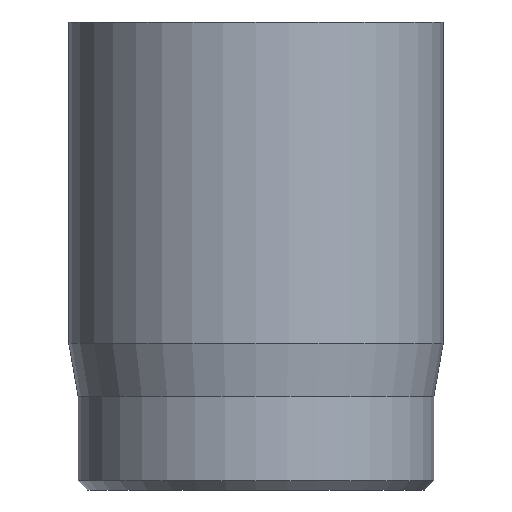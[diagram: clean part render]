
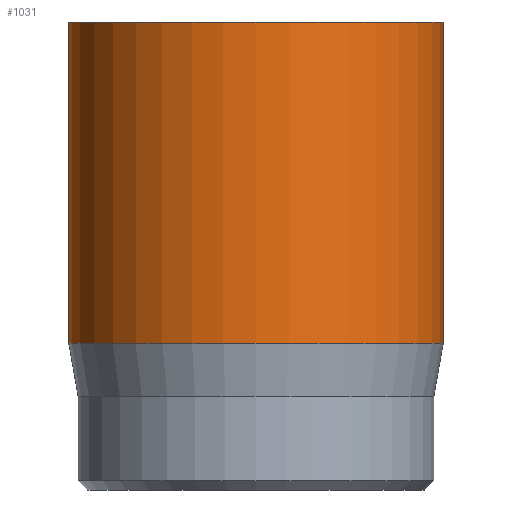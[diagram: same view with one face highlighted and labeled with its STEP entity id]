
A CAD part, front view. The second image highlights one B-rep face of the part: STEP entity #1031.
In plain terms, the highlighted cylindrical face has radius 2 mm (diameter 4 mm), a full revolution.
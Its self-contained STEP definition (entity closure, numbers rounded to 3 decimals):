
#86=CYLINDRICAL_SURFACE('',#1160,2.);
#127=FACE_OUTER_BOUND('',#190,.T.);
#190=EDGE_LOOP('',(#854,#855,#856,#857,#858));
#300=LINE('',#1700,#409);
#409=VECTOR('',#1390,2.);
#449=CIRCLE('',#1158,2.);
#450=CIRCLE('',#1159,2.);
#451=CIRCLE('',#1161,2.);
#528=VERTEX_POINT('',#1692);
#529=VERTEX_POINT('',#1693);
#530=VERTEX_POINT('',#1698);
#649=EDGE_CURVE('',#528,#529,#449,.T.);
#650=EDGE_CURVE('',#529,#528,#450,.T.);
#652=EDGE_CURVE('',#530,#530,#451,.T.);
#653=EDGE_CURVE('',#530,#528,#300,.T.);
#854=ORIENTED_EDGE('',*,*,#652,.T.);
#855=ORIENTED_EDGE('',*,*,#653,.T.);
#856=ORIENTED_EDGE('',*,*,#649,.T.);
#857=ORIENTED_EDGE('',*,*,#650,.T.);
#858=ORIENTED_EDGE('',*,*,#653,.F.);
#1031=ADVANCED_FACE('',(#127),#86,.T.);
#1158=AXIS2_PLACEMENT_3D('',#1694,#1381,#1382);
#1159=AXIS2_PLACEMENT_3D('',#1695,#1383,#1384);
#1160=AXIS2_PLACEMENT_3D('',#1697,#1386,#1387);
#1161=AXIS2_PLACEMENT_3D('',#1699,#1388,#1389);
#1381=DIRECTION('center_axis',(0.,0.,1.));
#1382=DIRECTION('ref_axis',(-1.,0.,0.));
#1383=DIRECTION('center_axis',(0.,0.,1.));
#1384=DIRECTION('ref_axis',(-1.,0.,0.));
#1386=DIRECTION('center_axis',(0.,0.,1.));
#1387=DIRECTION('ref_axis',(-1.,0.,0.));
#1388=DIRECTION('center_axis',(0.,0.,-1.));
#1389=DIRECTION('ref_axis',(-1.,0.,0.));
#1390=DIRECTION('',(0.,0.,-1.));
#1692=CARTESIAN_POINT('',(2.,0.,1.567));
#1693=CARTESIAN_POINT('',(-2.,0.,1.567));
#1694=CARTESIAN_POINT('Origin',(0.,0.,1.567));
#1695=CARTESIAN_POINT('Origin',(0.,0.,1.567));
#1697=CARTESIAN_POINT('Origin',(0.,0.,0.));
#1698=CARTESIAN_POINT('',(2.,0.,5.));
#1699=CARTESIAN_POINT('Origin',(0.,0.,5.));
#1700=CARTESIAN_POINT('',(2.,0.,0.));
